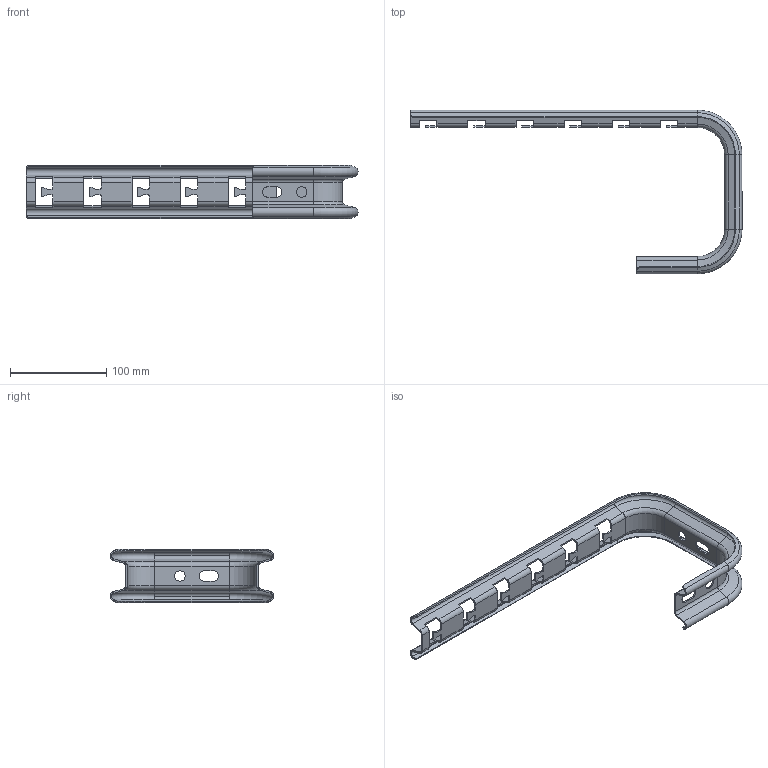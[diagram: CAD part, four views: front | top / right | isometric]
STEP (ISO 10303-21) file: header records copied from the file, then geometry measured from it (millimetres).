
FILE_DESCRIPTION (( 'STEP AP214' ), '1' );
FILE_NAME ('ompcp300 Ñ-Îìåãà ïðîôèëü äëÿ ïðîâîëî÷. ëîòêà 300 EKF.STEP', '2020-08-27T06:24:31', ( '' ), ( '' ), 'SwSTEP 2.0', 'SolidWorks 2019', '' );
FILE_SCHEMA (( 'AUTOMOTIVE_DESIGN' ));
Length unit declared in the file: millimetre
Products named in the file (1): ompcp300 Ñ-Îìåãà ïðîôèëü äëÿ ïðîâîëî÷. ëîòêà 300 EKF
Bounding box: 344.52 x 170.01 x 55 mm (x, y, z)
Volume: 61653.8 mm3; surface area: 85641 mm2
Topology: 1 solids, 1 shells, 249 faces, 697 edges, 438 vertices
Faces by surface type: plane 114, cylinder 99, cone 20, torus 16
Entity records: 8035 total; most frequent: DIRECTION 1427, ORIENTED_EDGE 1394, CARTESIAN_POINT 1385, EDGE_CURVE 697, AXIS2_PLACEMENT_3D 480, VECTOR 467, LINE 467, VERTEX_POINT 438
